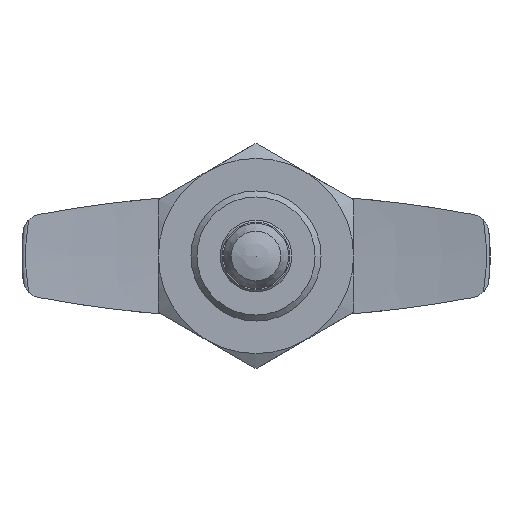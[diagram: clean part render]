
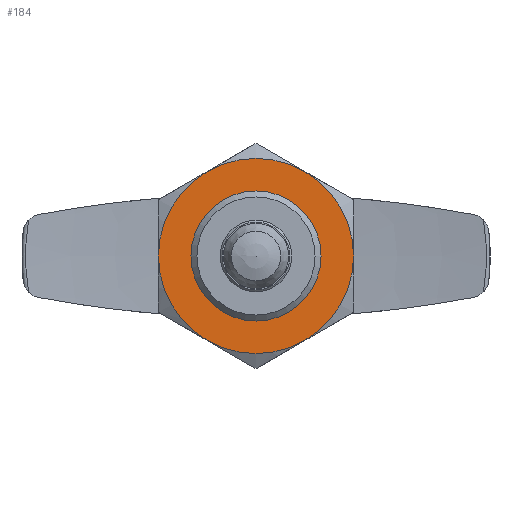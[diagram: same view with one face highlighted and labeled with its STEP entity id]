
A CAD part, front view. The second image highlights one B-rep face of the part: STEP entity #184.
In plain terms, the highlighted planar face has unit normal (0, -1, 0).
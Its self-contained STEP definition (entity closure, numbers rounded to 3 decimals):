
#184 = ADVANCED_FACE( '', ( #400, #401 ), #402, .T. );
#400 = FACE_OUTER_BOUND( '', #656, .T. );
#401 = FACE_BOUND( '', #657, .T. );
#402 = PLANE( '', #658 );
#656 = EDGE_LOOP( '', ( #1124, #1125, #1126, #1127, #1128, #1129 ) );
#657 = EDGE_LOOP( '', ( #1130 ) );
#658 = AXIS2_PLACEMENT_3D( '', #1131, #1132, #1133 );
#1124 = ORIENTED_EDGE( '', *, *, #1406, .T. );
#1125 = ORIENTED_EDGE( '', *, *, #1475, .T. );
#1126 = ORIENTED_EDGE( '', *, *, #1476, .T. );
#1127 = ORIENTED_EDGE( '', *, *, #1477, .T. );
#1128 = ORIENTED_EDGE( '', *, *, #1447, .T. );
#1129 = ORIENTED_EDGE( '', *, *, #1410, .T. );
#1130 = ORIENTED_EDGE( '', *, *, #1459, .F. );
#1131 = CARTESIAN_POINT( '', ( 10., -31., 0. ) );
#1132 = DIRECTION( '', ( 0., -1., 0. ) );
#1133 = DIRECTION( '', ( 0., 0., -1. ) );
#1406 = EDGE_CURVE( '', #1683, #1684, #1685, .T. );
#1410 = EDGE_CURVE( '', #1690, #1683, #1691, .T. );
#1447 = EDGE_CURVE( '', #1742, #1690, #1743, .T. );
#1459 = EDGE_CURVE( '', #1758, #1758, #1759, .T. );
#1475 = EDGE_CURVE( '', #1684, #1604, #1781, .T. );
#1476 = EDGE_CURVE( '', #1604, #1774, #1782, .T. );
#1477 = EDGE_CURVE( '', #1774, #1742, #1783, .T. );
#1604 = VERTEX_POINT( '', #2104 );
#1683 = VERTEX_POINT( '', #2306 );
#1684 = VERTEX_POINT( '', #2307 );
#1685 = CIRCLE( '', #2308, 15. );
#1690 = VERTEX_POINT( '', #2327 );
#1691 = CIRCLE( '', #2328, 15. );
#1742 = VERTEX_POINT( '', #2477 );
#1743 = CIRCLE( '', #2478, 15. );
#1758 = VERTEX_POINT( '', #2540 );
#1759 = CIRCLE( '', #2541, 10. );
#1774 = VERTEX_POINT( '', #2578 );
#1781 = CIRCLE( '', #2597, 15. );
#1782 = CIRCLE( '', #2598, 15. );
#1783 = CIRCLE( '', #2599, 15. );
#2104 = CARTESIAN_POINT( '', ( 7.5, -31., 12.99 ) );
#2306 = CARTESIAN_POINT( '', ( 7.5, -31., -12.99 ) );
#2307 = CARTESIAN_POINT( '', ( 15., -31., 0. ) );
#2308 = AXIS2_PLACEMENT_3D( '', #2784, #2785, #2786 );
#2327 = CARTESIAN_POINT( '', ( -7.5, -31., -12.99 ) );
#2328 = AXIS2_PLACEMENT_3D( '', #2787, #2788, #2789 );
#2477 = CARTESIAN_POINT( '', ( -15., -31., 0. ) );
#2478 = AXIS2_PLACEMENT_3D( '', #2830, #2831, #2832 );
#2540 = CARTESIAN_POINT( '', ( 0., -31., -10. ) );
#2541 = AXIS2_PLACEMENT_3D( '', #2834, #2835, #2836 );
#2578 = CARTESIAN_POINT( '', ( -7.5, -31., 12.99 ) );
#2597 = AXIS2_PLACEMENT_3D( '', #2843, #2844, #2845 );
#2598 = AXIS2_PLACEMENT_3D( '', #2846, #2847, #2848 );
#2599 = AXIS2_PLACEMENT_3D( '', #2849, #2850, #2851 );
#2784 = CARTESIAN_POINT( '', ( 0., -31., 0. ) );
#2785 = DIRECTION( '', ( 0., -1., 0. ) );
#2786 = DIRECTION( '', ( 0., 0., -1. ) );
#2787 = CARTESIAN_POINT( '', ( 0., -31., 0. ) );
#2788 = DIRECTION( '', ( 0., -1., 0. ) );
#2789 = DIRECTION( '', ( 0., 0., -1. ) );
#2830 = CARTESIAN_POINT( '', ( 0., -31., 0. ) );
#2831 = DIRECTION( '', ( 0., -1., 0. ) );
#2832 = DIRECTION( '', ( 0., 0., -1. ) );
#2834 = CARTESIAN_POINT( '', ( 0., -31., 0. ) );
#2835 = DIRECTION( '', ( 0., -1., 0. ) );
#2836 = DIRECTION( '', ( 0., 0., -1. ) );
#2843 = CARTESIAN_POINT( '', ( 0., -31., 0. ) );
#2844 = DIRECTION( '', ( 0., -1., 0. ) );
#2845 = DIRECTION( '', ( 0., 0., -1. ) );
#2846 = CARTESIAN_POINT( '', ( 0., -31., 0. ) );
#2847 = DIRECTION( '', ( 0., -1., 0. ) );
#2848 = DIRECTION( '', ( 0., 0., -1. ) );
#2849 = CARTESIAN_POINT( '', ( 0., -31., 0. ) );
#2850 = DIRECTION( '', ( 0., -1., 0. ) );
#2851 = DIRECTION( '', ( 0., 0., -1. ) );
